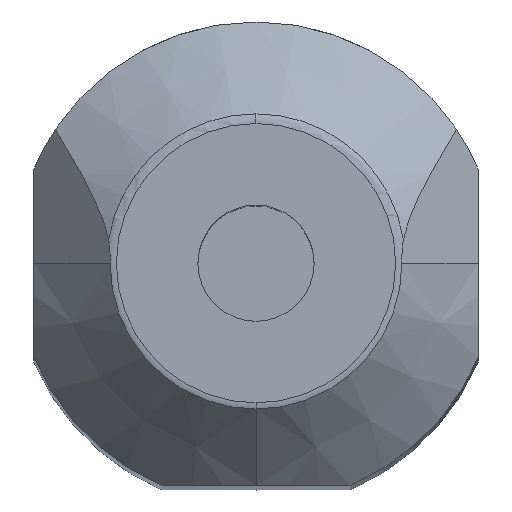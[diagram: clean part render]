
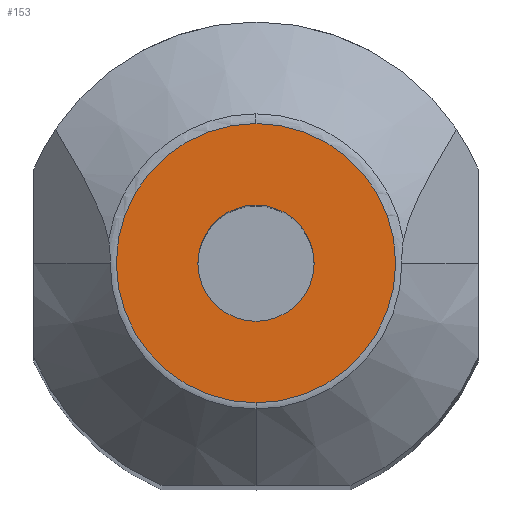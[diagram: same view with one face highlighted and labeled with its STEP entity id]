
A CAD part, top view. The second image highlights one B-rep face of the part: STEP entity #153.
In plain terms, the highlighted planar face has unit normal (0, 0, 1).
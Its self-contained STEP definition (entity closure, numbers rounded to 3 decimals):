
#52=FACE_BOUND('',#227,.T.);
#53=FACE_BOUND('',#228,.T.);
#153=ADVANCED_FACE('',(#52,#53),#170,.F.);
#170=PLANE('',#663);
#227=EDGE_LOOP('',(#339,#340));
#228=EDGE_LOOP('',(#341,#342));
#339=ORIENTED_EDGE('',*,*,#489,.F.);
#340=ORIENTED_EDGE('',*,*,#491,.F.);
#341=ORIENTED_EDGE('',*,*,#469,.F.);
#342=ORIENTED_EDGE('',*,*,#523,.F.);
#414=VERTEX_POINT('',#889);
#415=VERTEX_POINT('',#890);
#431=VERTEX_POINT('',#939);
#432=VERTEX_POINT('',#941);
#469=EDGE_CURVE('',#414,#415,#540,.T.);
#489=EDGE_CURVE('',#431,#432,#553,.T.);
#491=EDGE_CURVE('',#432,#431,#554,.T.);
#523=EDGE_CURVE('',#415,#414,#564,.T.);
#540=CIRCLE('',#624,7.232);
#553=CIRCLE('',#640,3.008);
#554=CIRCLE('',#641,3.008);
#564=CIRCLE('',#661,7.232);
#624=AXIS2_PLACEMENT_3D('',#888,#709,#710);
#640=AXIS2_PLACEMENT_3D('',#940,#745,#746);
#641=AXIS2_PLACEMENT_3D('',#944,#748,#749);
#661=AXIS2_PLACEMENT_3D('',#1084,#796,#797);
#663=AXIS2_PLACEMENT_3D('',#1090,#800,#801);
#709=DIRECTION('',(0.,0.,-1.));
#710=DIRECTION('',(0.,-1.,0.));
#745=DIRECTION('',(0.,0.,1.));
#746=DIRECTION('',(0.,1.,0.));
#748=DIRECTION('',(0.,0.,1.));
#749=DIRECTION('',(0.,1.,0.));
#796=DIRECTION('',(0.,0.,-1.));
#797=DIRECTION('',(0.,-1.,0.));
#800=DIRECTION('',(0.,0.,-1.));
#801=DIRECTION('',(0.,1.,0.));
#888=CARTESIAN_POINT('',(0.,0.,0.));
#889=CARTESIAN_POINT('',(0.,-7.232,0.));
#890=CARTESIAN_POINT('',(0.,7.232,0.));
#939=CARTESIAN_POINT('',(0.,3.008,0.));
#940=CARTESIAN_POINT('',(0.,0.,0.));
#941=CARTESIAN_POINT('',(0.,-3.008,0.));
#944=CARTESIAN_POINT('',(0.,0.,0.));
#1084=CARTESIAN_POINT('',(0.,0.,0.));
#1090=CARTESIAN_POINT('',(0.,7.232,0.));
